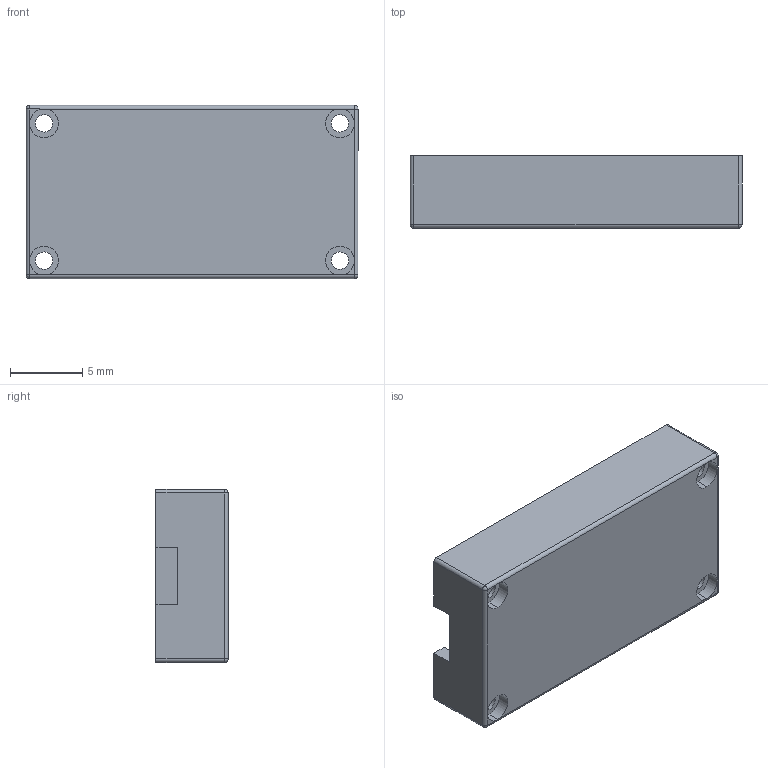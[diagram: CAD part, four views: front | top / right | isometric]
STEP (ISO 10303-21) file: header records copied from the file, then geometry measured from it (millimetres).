
FILE_DESCRIPTION (( 'STEP AP203' ), '1' );
FILE_NAME ('Part3 bottom cover_Default_sldprt.STEP', '2018-07-08T08:09:15', ( '' ), ( '' ), 'SwSTEP 2.0', 'SolidWorks 2014', '' );
FILE_SCHEMA (( 'CONFIG_CONTROL_DESIGN' ));
Length unit declared in the file: millimetre
Products named in the file (1): Part3 bottom cover_Default_sldprt
Bounding box: 23 x 5 x 12 mm (x, y, z)
Volume: 511.7 mm3; surface area: 1187 mm2
Topology: 1 solids, 1 shells, 76 faces, 184 edges, 106 vertices
Faces by surface type: cylinder 40, plane 26, torus 6, sphere 4
Entity records: 2289 total; most frequent: DIRECTION 410, CARTESIAN_POINT 403, ORIENTED_EDGE 360, EDGE_CURVE 180, AXIS2_PLACEMENT_3D 161, VERTEX_POINT 106, LINE 88, VECTOR 88
